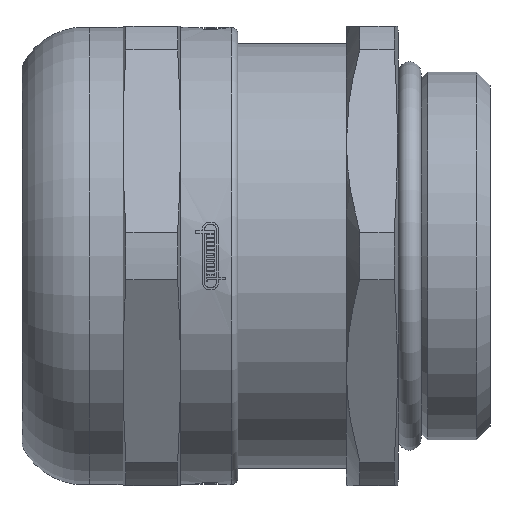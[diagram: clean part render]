
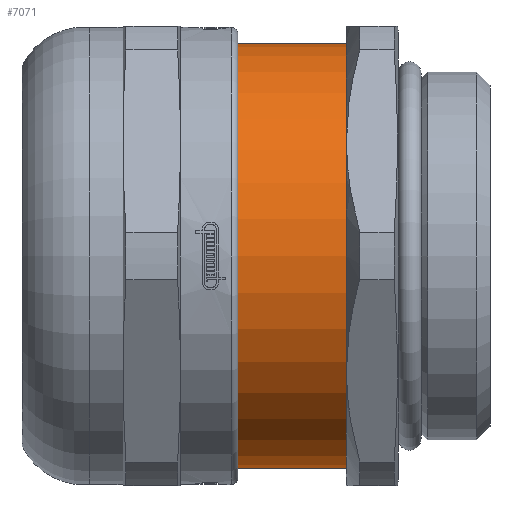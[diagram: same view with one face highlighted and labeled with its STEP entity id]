
A CAD part, front view. The second image highlights one B-rep face of the part: STEP entity #7071.
In plain terms, the highlighted cylindrical face has radius 18.5 mm (diameter 37 mm), a full revolution.
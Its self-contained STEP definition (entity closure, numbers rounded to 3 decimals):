
#1692=FACE_BOUND('',#2196,.T.);
#1767=FACE_OUTER_BOUND('',#2195,.T.);
#2195=EDGE_LOOP('',(#4870));
#2196=EDGE_LOOP('',(#4871));
#2684=CIRCLE('',#7546,18.5);
#2686=CIRCLE('',#7549,18.5);
#3071=VERTEX_POINT('',#10612);
#3073=VERTEX_POINT('',#10617);
#3794=EDGE_CURVE('',#3071,#3071,#2684,.T.);
#3796=EDGE_CURVE('',#3073,#3073,#2686,.T.);
#4870=ORIENTED_EDGE('',*,*,#3796,.F.);
#4871=ORIENTED_EDGE('',*,*,#3794,.T.);
#6997=CYLINDRICAL_SURFACE('',#7548,18.5);
#7071=ADVANCED_FACE('',(#1767,#1692),#6997,.T.);
#7546=AXIS2_PLACEMENT_3D('',#10613,#8379,#8380);
#7548=AXIS2_PLACEMENT_3D('',#10616,#8383,#8384);
#7549=AXIS2_PLACEMENT_3D('',#10618,#8385,#8386);
#8379=DIRECTION('center_axis',(1.,0.,0.));
#8380=DIRECTION('ref_axis',(0.,0.,-1.));
#8383=DIRECTION('center_axis',(1.,0.,0.));
#8384=DIRECTION('ref_axis',(0.,1.,0.));
#8385=DIRECTION('center_axis',(1.,0.,0.));
#8386=DIRECTION('ref_axis',(0.,1.,0.));
#10612=CARTESIAN_POINT('',(-23.061,18.5,0.));
#10613=CARTESIAN_POINT('Origin',(-23.061,0.,0.));
#10616=CARTESIAN_POINT('Origin',(-17.781,0.,0.));
#10617=CARTESIAN_POINT('',(-12.5,18.5,0.));
#10618=CARTESIAN_POINT('Origin',(-12.5,0.,0.));
